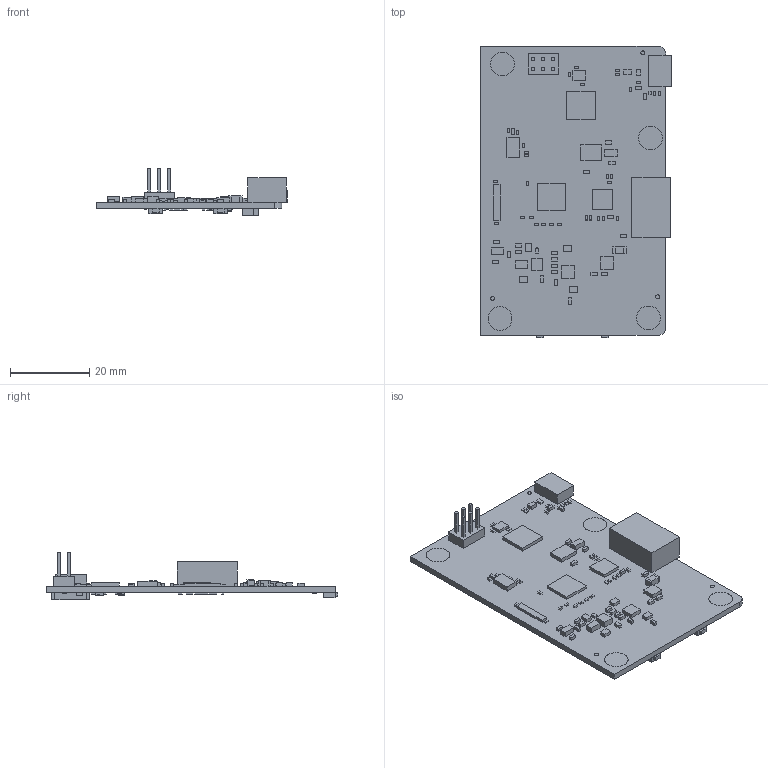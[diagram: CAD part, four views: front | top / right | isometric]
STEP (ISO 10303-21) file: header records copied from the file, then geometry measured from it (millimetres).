
FILE_DESCRIPTION(('Open CASCADE Model'),'2;1');
FILE_NAME('Open CASCADE Shape Model','2015-11-24T16:55:40',('Author'),( 'Open CASCADE'),'Open CASCADE STEP processor 6.8','Open CASCADE 6.8' ,'Unknown');
FILE_SCHEMA(('AUTOMOTIVE_DESIGN { 1 0 10303 214 1 1 1 1 }'));
Length unit declared in the file: millimetre
Products named in the file (216): PCB; Board; C65; 713253672; Extruded; C64; 713241976; C17; R25; 713254216; R24; L8; 824947904; C63; 713253944; X18; 713253264; 713253536; D13; 713248232; U11; 772941472; R23; R22; 713243880; R33; R21; S2; 908662256; 908662120; S1; R20; R19; L2; 824947768; D3; D2; C60; C59; C56 ...
Assembly tree (323 placements, depth 4):
  PCB
    Board
    C65
      713253672
        Extruded
    C64
      713241976
        Extruded
    C17
      713241976
        Extruded
    R25
      713254216
        Extruded
    R24
      713254216
        Extruded
    L8
      824947904
        Extruded
    C63
      713253944
        Extruded
    X18
      713253264  x6
        Extruded
      713253536
        Extruded
    D13
      713248232
        Extruded
    U11
      772941472
        Extruded
    R23
      713254216
        Extruded
    R22
      713243880
        Extruded
    R33
      713254216
        Extruded
    R21
      713254216
        Extruded
    S2
      908662256
        Extruded
      908662120
        Extruded
    S1
      908662120
        Extruded
      908662256
        Extruded
    R20
      713254216
        Extruded
    R19
Bounding box: 48.17 x 73.63 x 11.88 mm (x, y, z)
Volume: 6829.2 mm3; surface area: 9863.9 mm2
Topology: 148 solids, 148 shells, 1062 faces, 2298 edges, 1532 vertices
Faces by surface type: plane 1052, cylinder 10
Full cylindrical faces by diameter (mm): 1.016 x6, 1.28 x2
Entity records: 20813 total; most frequent: CARTESIAN_POINT 3068, DIRECTION 3057, LINE 1819, VECTOR 1819, ORIENTED_EDGE 1230, PCURVE 1230, DEFINITIONAL_REPRESENTATION 1230, AXIS2_PLACEMENT_3D 619
